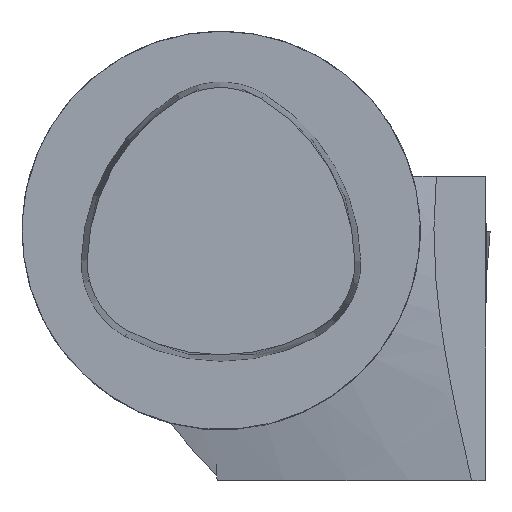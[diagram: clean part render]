
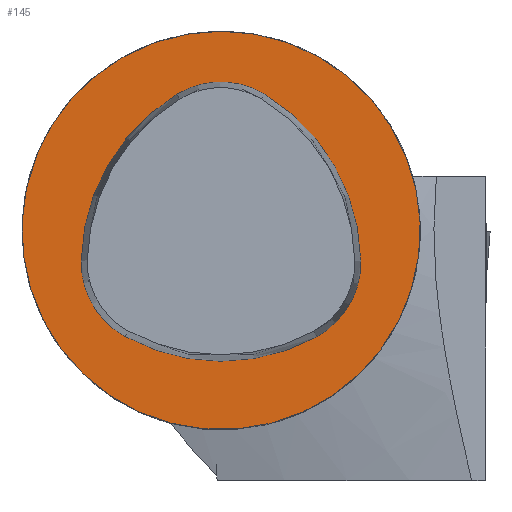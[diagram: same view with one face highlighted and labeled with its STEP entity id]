
A CAD part, top view. The second image highlights one B-rep face of the part: STEP entity #145.
In plain terms, the highlighted planar face has unit normal (0, 0, 1).
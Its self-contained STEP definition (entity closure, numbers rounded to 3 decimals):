
#93=CIRCLE('',#1486,20.);
#145=ADVANCED_FACE('',(#279),#215,.T.);
#215=PLANE('',#1500);
#279=FACE_OUTER_BOUND('',#360,.T.);
#360=EDGE_LOOP('',(#655));
#655=ORIENTED_EDGE('',*,*,#1041,.T.);
#886=VERTEX_POINT('',#2185);
#1041=EDGE_CURVE('',#886,#886,#93,.T.);
#1486=AXIS2_PLACEMENT_3D('',#2184,#1749,#1750);
#1500=AXIS2_PLACEMENT_3D('',#2277,#1801,#1802);
#1749=DIRECTION('',(0.,0.,1.));
#1750=DIRECTION('',(0.,1.,0.));
#1801=DIRECTION('',(0.,0.,1.));
#1802=DIRECTION('',(0.,-1.,0.));
#2184=CARTESIAN_POINT('',(0.,0.,0.));
#2185=CARTESIAN_POINT('',(0.,20.,0.));
#2277=CARTESIAN_POINT('',(0.,0.,0.));
